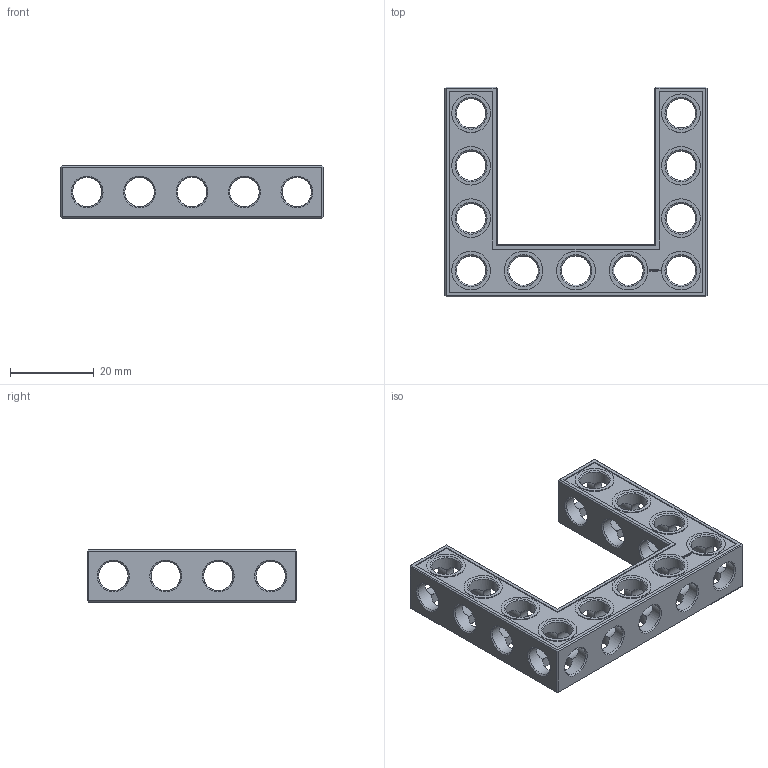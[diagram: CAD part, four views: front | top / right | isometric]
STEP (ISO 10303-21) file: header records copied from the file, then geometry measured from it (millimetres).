
FILE_DESCRIPTION(('FreeCAD Model'),'2;1');
FILE_NAME('Open CASCADE Shape Model','2022-02-23T17:14:44',( 'Paulo Kiefe'),('STEMFIE.org'),'Open CASCADE STEP processor 7.5', 'FreeCAD','Unknown');
FILE_SCHEMA(('AUTOMOTIVE_DESIGN { 1 0 10303 214 1 1 1 1 }'));
Products named in the file (1): Beam AGD ESS USH SYM BU05x04x01 - SPN-BEM-0341 (stemfie.org)
Bounding box: 62.5 x 50 x 12.5 mm (x, y, z)
Volume: 10746.7 mm3; surface area: 9747.5 mm2
Topology: 1 solids, 1 shells, 650 faces, 1860 edges, 1212 vertices
Faces by surface type: plane 399, extrusion 138, cylinder 67, cone 46
Full cylindrical faces by diameter (mm): 6.98 x10, 7 x46, 9.2 x11
Entity records: 77610 total; most frequent: CARTESIAN_POINT 42187, DIRECTION 5788, VECTOR 4253, LINE 4115, ORIENTED_EDGE 3720, PCURVE 3720, DEFINITIONAL_REPRESENTATION 3720, EDGE_CURVE 1860
